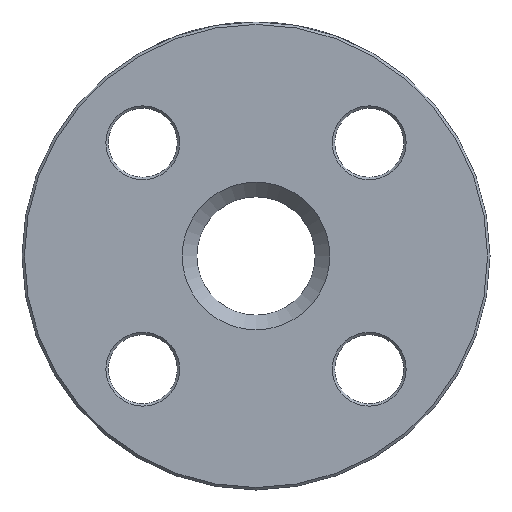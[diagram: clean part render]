
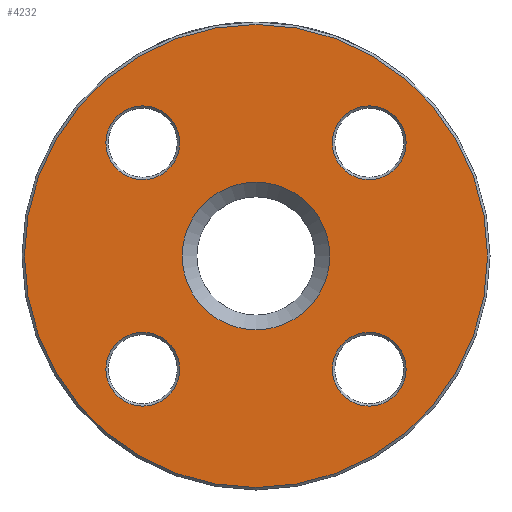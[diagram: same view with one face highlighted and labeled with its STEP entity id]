
A CAD part, left-side view. The second image highlights one B-rep face of the part: STEP entity #4232.
In plain terms, the highlighted planar face has unit normal (-1, 0, 0).
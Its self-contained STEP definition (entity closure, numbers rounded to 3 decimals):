
#90 = VERTEX_POINT ( 'NONE', #1663 ) ;
#181 = EDGE_CURVE ( 'NONE', #4889, #4889, #4179, .T. ) ;
#210 = FACE_BOUND ( 'NONE', #2779, .T. ) ;
#601 = FACE_BOUND ( 'NONE', #2506, .T. ) ;
#666 = DIRECTION ( 'NONE',  ( 1., 0., 0. ) ) ;
#672 = ORIENTED_EDGE ( 'NONE', *, *, #1876, .T. ) ;
#740 = CIRCLE ( 'NONE', #910, 7.5 ) ;
#861 = DIRECTION ( 'NONE',  ( 1., 0., 0. ) ) ;
#910 = AXIS2_PLACEMENT_3D ( 'NONE', #4140, #3372, #2197 ) ;
#1022 = FACE_BOUND ( 'NONE', #1592, .T. ) ;
#1155 = CIRCLE ( 'NONE', #4685, 15. ) ;
#1203 = AXIS2_PLACEMENT_3D ( 'NONE', #4779, #861, #1252 ) ;
#1252 = DIRECTION ( 'NONE',  ( 0., 0., -1. ) ) ;
#1301 = DIRECTION ( 'NONE',  ( 1., 0., 0. ) ) ;
#1307 = CARTESIAN_POINT ( 'NONE',  ( 0., -22.981, -30.481 ) ) ;
#1352 = FACE_OUTER_BOUND ( 'NONE', #3216, .T. ) ;
#1361 = VERTEX_POINT ( 'NONE', #2483 ) ;
#1387 = CARTESIAN_POINT ( 'NONE',  ( 0., 22.981, 15.481 ) ) ;
#1458 = PLANE ( 'NONE',  #4262 ) ;
#1480 = EDGE_CURVE ( 'NONE', #3318, #3318, #4997, .T. ) ;
#1592 = EDGE_LOOP ( 'NONE', ( #2731 ) ) ;
#1599 = DIRECTION ( 'NONE',  ( -1., 0., 0. ) ) ;
#1663 = CARTESIAN_POINT ( 'NONE',  ( 0., 0., -15. ) ) ;
#1733 = DIRECTION ( 'NONE',  ( 1., 0., 0. ) ) ;
#1761 = DIRECTION ( 'NONE',  ( 0., 0., -1. ) ) ;
#1876 = EDGE_CURVE ( 'NONE', #2562, #2562, #740, .T. ) ;
#2038 = EDGE_CURVE ( 'NONE', #90, #90, #1155, .T. ) ;
#2197 = DIRECTION ( 'NONE',  ( 0., 0., -1. ) ) ;
#2483 = CARTESIAN_POINT ( 'NONE',  ( 0., -22.981, 15.481 ) ) ;
#2506 = EDGE_LOOP ( 'NONE', ( #3581 ) ) ;
#2508 = ORIENTED_EDGE ( 'NONE', *, *, #3695, .T. ) ;
#2562 = VERTEX_POINT ( 'NONE', #1307 ) ;
#2591 = DIRECTION ( 'NONE',  ( 0., 0., -1. ) ) ;
#2615 = CIRCLE ( 'NONE', #5083, 7.5 ) ;
#2731 = ORIENTED_EDGE ( 'NONE', *, *, #2038, .T. ) ;
#2779 = EDGE_LOOP ( 'NONE', ( #672 ) ) ;
#2923 = FACE_BOUND ( 'NONE', #5067, .T. ) ;
#2947 = CARTESIAN_POINT ( 'NONE',  ( 0., 12., 0. ) ) ;
#3081 = CARTESIAN_POINT ( 'NONE',  ( 0., 0., 0. ) ) ;
#3216 = EDGE_LOOP ( 'NONE', ( #4199 ) ) ;
#3318 = VERTEX_POINT ( 'NONE', #1387 ) ;
#3360 = AXIS2_PLACEMENT_3D ( 'NONE', #3688, #1733, #3714 ) ;
#3367 = CARTESIAN_POINT ( 'NONE',  ( 0., 0., 0. ) ) ;
#3372 = DIRECTION ( 'NONE',  ( 1., 0., 0. ) ) ;
#3398 = CARTESIAN_POINT ( 'NONE',  ( 0., -22.981, 22.981 ) ) ;
#3581 = ORIENTED_EDGE ( 'NONE', *, *, #1480, .T. ) ;
#3667 = CARTESIAN_POINT ( 'NONE',  ( 0., 0., -47. ) ) ;
#3688 = CARTESIAN_POINT ( 'NONE',  ( 0., 22.981, -22.981 ) ) ;
#3695 = EDGE_CURVE ( 'NONE', #1361, #1361, #2615, .T. ) ;
#3714 = DIRECTION ( 'NONE',  ( 0., 0., -1. ) ) ;
#3763 = DIRECTION ( 'NONE',  ( 0., 0., -1. ) ) ;
#3841 = EDGE_LOOP ( 'NONE', ( #3892 ) ) ;
#3892 = ORIENTED_EDGE ( 'NONE', *, *, #181, .T. ) ;
#3929 = CIRCLE ( 'NONE', #4837, 47. ) ;
#4021 = EDGE_CURVE ( 'NONE', #4059, #4059, #3929, .T. ) ;
#4059 = VERTEX_POINT ( 'NONE', #3667 ) ;
#4085 = CARTESIAN_POINT ( 'NONE',  ( 0., 22.981, -30.481 ) ) ;
#4140 = CARTESIAN_POINT ( 'NONE',  ( 0., -22.981, -22.981 ) ) ;
#4179 = CIRCLE ( 'NONE', #3360, 7.5 ) ;
#4199 = ORIENTED_EDGE ( 'NONE', *, *, #4021, .T. ) ;
#4232 = ADVANCED_FACE ( 'NONE', ( #1022, #1352, #2923, #210, #4962, #601 ), #1458, .F. ) ;
#4262 = AXIS2_PLACEMENT_3D ( 'NONE', #2947, #4482, #3763 ) ;
#4482 = DIRECTION ( 'NONE',  ( 1., 0., 0. ) ) ;
#4642 = DIRECTION ( 'NONE',  ( 0., 0., -1. ) ) ;
#4685 = AXIS2_PLACEMENT_3D ( 'NONE', #3367, #1301, #1761 ) ;
#4779 = CARTESIAN_POINT ( 'NONE',  ( 0., 22.981, 22.981 ) ) ;
#4837 = AXIS2_PLACEMENT_3D ( 'NONE', #3081, #1599, #4642 ) ;
#4889 = VERTEX_POINT ( 'NONE', #4085 ) ;
#4962 = FACE_BOUND ( 'NONE', #3841, .T. ) ;
#4997 = CIRCLE ( 'NONE', #1203, 7.5 ) ;
#5067 = EDGE_LOOP ( 'NONE', ( #2508 ) ) ;
#5083 = AXIS2_PLACEMENT_3D ( 'NONE', #3398, #666, #2591 ) ;
